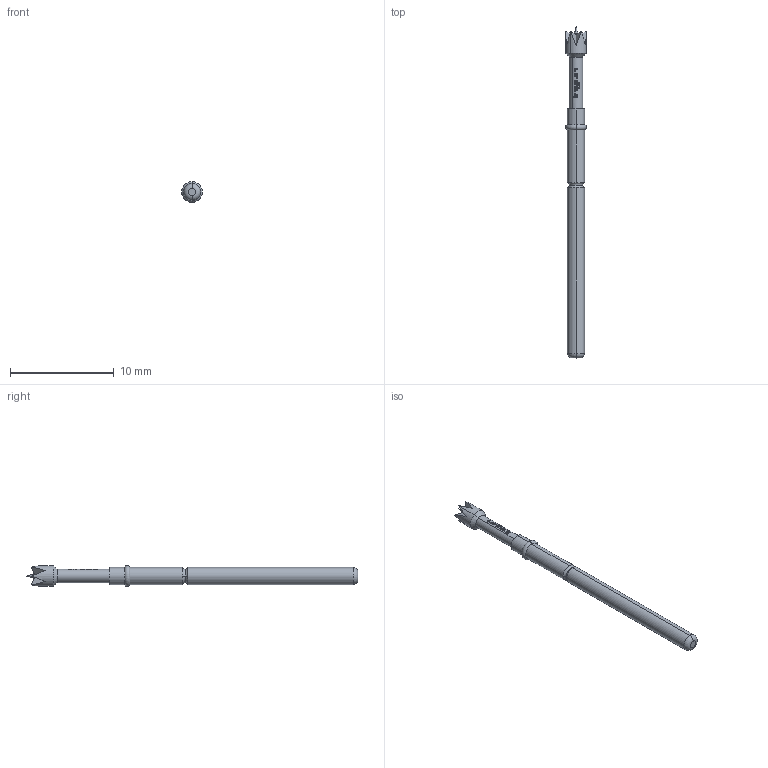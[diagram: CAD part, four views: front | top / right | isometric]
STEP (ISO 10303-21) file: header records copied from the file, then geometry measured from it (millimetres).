
FILE_DESCRIPTION (( 'STEP AP203' ), '1' );
FILE_NAME ('INGUN_GKS-912_224_200_R_xx02.STEP', '2021-09-30T08:51:24', ( 'ochi' ), ( '' ), 'SwSTEP 2.0', 'SolidWorks 2018', '' );
FILE_SCHEMA (( 'CONFIG_CONTROL_DESIGN' ));
Length unit declared in the file: millimetre
Products named in the file (1): INGUN_GKS-912_224_200_R_xx02
Bounding box: 2 x 32 x 2 mm (x, y, z)
Volume: 63.4 mm3; surface area: 168.4 mm2
Topology: 1 solids, 1 shells, 119 faces, 320 edges, 207 vertices
Faces by surface type: plane 54, bspline 22, cylinder 17, torus 15, cone 11
Entity records: 4954 total; most frequent: CARTESIAN_POINT 2425, ORIENTED_EDGE 636, DIRECTION 327, EDGE_CURVE 318, B_SPLINE_CURVE_WITH_KNOTS 214, VERTEX_POINT 207, AXIS2_PLACEMENT_3D 149, EDGE_LOOP 125
